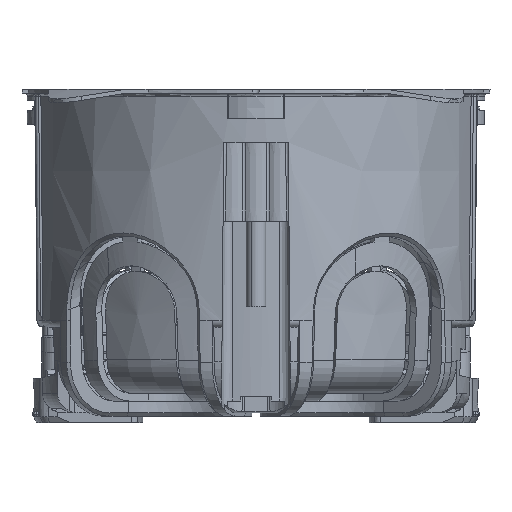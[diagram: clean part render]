
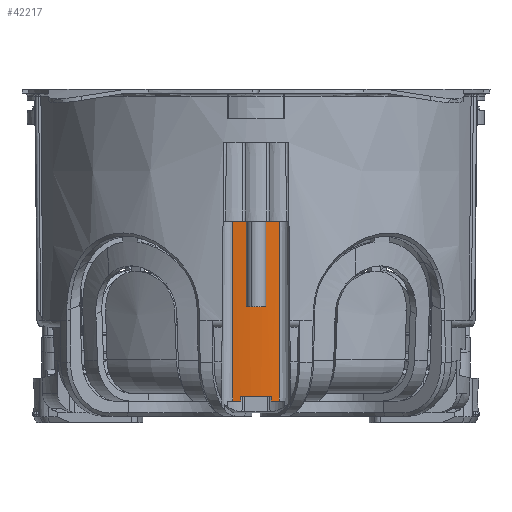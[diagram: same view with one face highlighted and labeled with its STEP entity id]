
A CAD part, front view. The second image highlights one B-rep face of the part: STEP entity #42217.
In plain terms, the highlighted conical face has half-angle 0.5 degrees and reference radius 28.66 mm.
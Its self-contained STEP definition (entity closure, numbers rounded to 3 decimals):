
#31682=AXIS2_PLACEMENT_3D('Circle Axis2P3D',#31680,#31681,$) ;
#41970=AXIS2_PLACEMENT_3D('Circle Axis2P3D',#41968,#41969,$) ;
#41987=AXIS2_PLACEMENT_3D('Circle Axis2P3D',#41985,#41986,$) ;
#42186=AXIS2_PLACEMENT_3D('Cone Axis2P3D',#42183,#42184,#42185) ;
#42197=AXIS2_PLACEMENT_3D('Circle Axis2P3D',#42195,#42196,$) ;
#31641=CARTESIAN_POINT('Control Point',(-2.3,-28.329,-46.7)) ;
#31642=CARTESIAN_POINT('Control Point',(-2.297,-28.332,-46.35)) ;
#31643=CARTESIAN_POINT('Control Point',(-2.294,-28.335,-46.)) ;
#31644=CARTESIAN_POINT('Vertex',(-2.3,-28.329,-46.7)) ;
#31646=CARTESIAN_POINT('Vertex',(-2.294,-28.335,-46.)) ;
#31680=CARTESIAN_POINT('Axis2P3D Location',(0.,0.,-46.)) ;
#31684=CARTESIAN_POINT('Vertex',(2.294,-28.335,-46.)) ;
#31760=CARTESIAN_POINT('Vertex',(2.3,-28.329,-46.7)) ;
#31764=CARTESIAN_POINT('Control Point',(2.3,-28.329,-46.7)) ;
#31765=CARTESIAN_POINT('Control Point',(2.297,-28.332,-46.35)) ;
#31766=CARTESIAN_POINT('Control Point',(2.294,-28.335,-46.)) ;
#41965=CARTESIAN_POINT('Vertex',(3.51,-28.204,-46.7)) ;
#41968=CARTESIAN_POINT('Axis2P3D Location',(0.,0.,-46.7)) ;
#41985=CARTESIAN_POINT('Axis2P3D Location',(0.,0.,-46.7)) ;
#41989=CARTESIAN_POINT('Vertex',(-3.51,-28.204,-46.7)) ;
#42183=CARTESIAN_POINT('Axis2P3D Location',(0.,0.,-19.4)) ;
#42188=CARTESIAN_POINT('Line Origine',(3.521,-28.289,-36.85)) ;
#42192=CARTESIAN_POINT('Vertex',(3.539,-28.441,-19.4)) ;
#42195=CARTESIAN_POINT('Axis2P3D Location',(0.,0.,-19.4)) ;
#42199=CARTESIAN_POINT('Vertex',(-3.539,-28.441,-19.4)) ;
#42202=CARTESIAN_POINT('Line Origine',(-3.521,-28.289,-36.85)) ;
#31681=DIRECTION('Axis2P3D Direction',(0.,0.,1.)) ;
#41969=DIRECTION('Axis2P3D Direction',(0.,0.,1.)) ;
#41986=DIRECTION('Axis2P3D Direction',(0.,0.,1.)) ;
#42184=DIRECTION('Axis2P3D Direction',(0.,0.,1.)) ;
#42185=DIRECTION('Axis2P3D XDirection',(-0.123,-0.992,0.)) ;
#42189=DIRECTION('Vector Direction',(0.001,-0.009,1.)) ;
#42196=DIRECTION('Axis2P3D Direction',(0.,0.,1.)) ;
#42203=DIRECTION('Vector Direction',(-0.001,-0.009,1.)) ;
#42190=VECTOR('Line Direction',#42189,1.) ;
#42204=VECTOR('Line Direction',#42203,1.) ;
#42208=ORIENTED_EDGE('',*,*,#42194,.T.) ;
#42209=ORIENTED_EDGE('',*,*,#42201,.F.) ;
#42210=ORIENTED_EDGE('',*,*,#42206,.F.) ;
#42211=ORIENTED_EDGE('',*,*,#41991,.T.) ;
#42212=ORIENTED_EDGE('',*,*,#31648,.T.) ;
#42213=ORIENTED_EDGE('',*,*,#31686,.T.) ;
#42214=ORIENTED_EDGE('',*,*,#31767,.F.) ;
#42215=ORIENTED_EDGE('',*,*,#41972,.T.) ;
#42217=ADVANCED_FACE('0011979\\1POST50',(#42216),#42187,.T.) ;
#31640=B_SPLINE_CURVE_WITH_KNOTS('',2,(#31641,#31642,#31643),.UNSPECIFIED.,.F.,.U.,(3,3),(0.,0.99),.UNSPECIFIED.) ;
#31763=B_SPLINE_CURVE_WITH_KNOTS('',2,(#31764,#31765,#31766),.UNSPECIFIED.,.F.,.U.,(3,3),(0.,0.99),.UNSPECIFIED.) ;
#31683=CIRCLE('generated circle',#31682,28.428) ;
#41971=CIRCLE('generated circle',#41970,28.422) ;
#41988=CIRCLE('generated circle',#41987,28.422) ;
#42198=CIRCLE('generated circle',#42197,28.66) ;
#42187=CONICAL_SURFACE('Cone',#42186,28.66,0.009) ;
#31648=EDGE_CURVE('',#31645,#31647,#31640,.T.) ;
#31686=EDGE_CURVE('',#31647,#31685,#31683,.T.) ;
#31767=EDGE_CURVE('',#31761,#31685,#31763,.T.) ;
#41972=EDGE_CURVE('',#31761,#41966,#41971,.T.) ;
#41991=EDGE_CURVE('',#41990,#31645,#41988,.T.) ;
#42194=EDGE_CURVE('',#41966,#42193,#42191,.T.) ;
#42201=EDGE_CURVE('',#42200,#42193,#42198,.T.) ;
#42206=EDGE_CURVE('',#41990,#42200,#42205,.T.) ;
#42207=EDGE_LOOP('',(#42208,#42209,#42210,#42211,#42212,#42213,#42214,#42215)) ;
#42216=FACE_OUTER_BOUND('',#42207,.T.) ;
#42191=LINE('Line',#42188,#42190) ;
#42205=LINE('Line',#42202,#42204) ;
#31645=VERTEX_POINT('',#31644) ;
#31647=VERTEX_POINT('',#31646) ;
#31685=VERTEX_POINT('',#31684) ;
#31761=VERTEX_POINT('',#31760) ;
#41966=VERTEX_POINT('',#41965) ;
#41990=VERTEX_POINT('',#41989) ;
#42193=VERTEX_POINT('',#42192) ;
#42200=VERTEX_POINT('',#42199) ;
